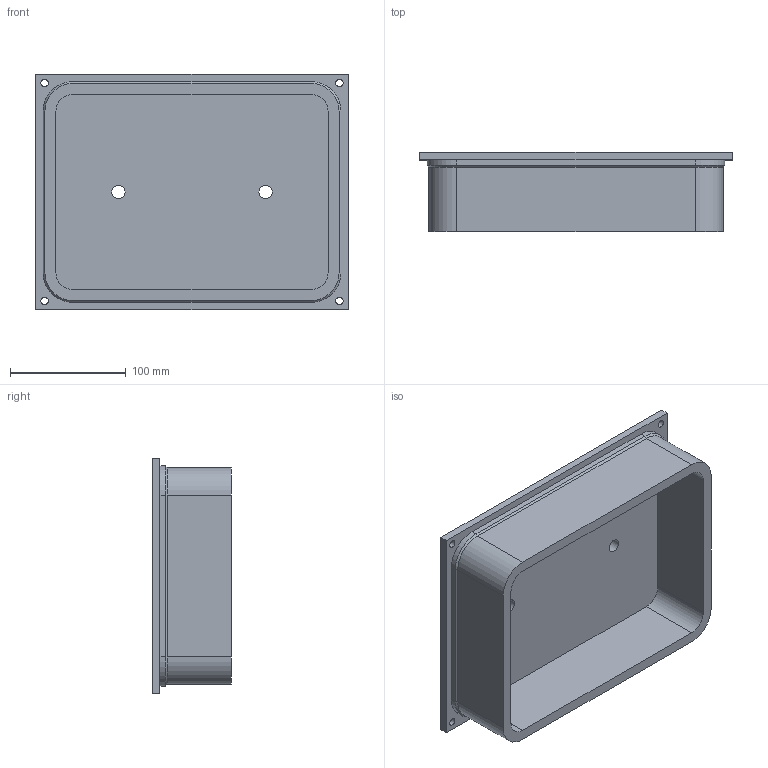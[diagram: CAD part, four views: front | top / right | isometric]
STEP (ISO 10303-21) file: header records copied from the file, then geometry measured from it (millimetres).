
FILE_DESCRIPTION(/* description */ (''),/* implementation_level */ '2;1');
FILE_NAME(/* name */ 'CorollaAirFilterCaseCover.stp',/* time_stamp */ '2020-03-29T01:10:08-04:00',/* author */ ('emile'),/* organization */ (''),/* preprocessor_version */ 'ST-DEVELOPER v16.13',/* originating_system */ 'Autodesk Inventor 2018',/* authorisation */ '');
FILE_SCHEMA (('AUTOMOTIVE_DESIGN { 1 0 10303 214 3 1 1 }'));
Length unit declared in the file: inch
Products named in the file (1): CorollaAirFilterCaseCover
Bounding box: 269.88 x 68.05 x 203.2 mm (x, y, z)
Volume: 1079312.2 mm3; surface area: 210919.2 mm2
Topology: 1 solids, 1 shells, 46 faces, 110 edges, 68 vertices
Faces by surface type: plane 24, cylinder 18, cone 4
Full cylindrical faces by diameter (mm): 6.35 x4, 11.43 x2
Entity records: 1357 total; most frequent: DIRECTION 234, CARTESIAN_POINT 219, ORIENTED_EDGE 208, EDGE_CURVE 104, AXIS2_PLACEMENT_3D 83, LINE 68, VECTOR 68, VERTEX_POINT 68
